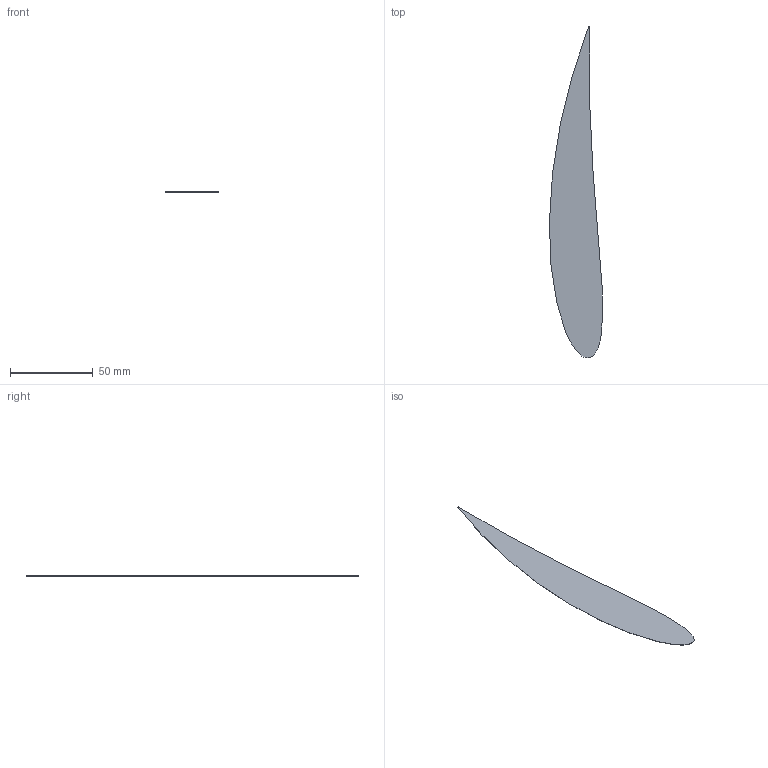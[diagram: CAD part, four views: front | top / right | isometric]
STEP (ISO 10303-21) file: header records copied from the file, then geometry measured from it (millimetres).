
FILE_DESCRIPTION(/* description */ (''),/* implementation_level */ '2;1');
FILE_NAME(/* name */ 'Aerofoil1 v6.step',/* time_stamp */ '2024-05-16T14:07:36+02:00',/* author */ (''),/* organization */ (''),/* preprocessor_version */ 'ST-DEVELOPER v20',/* originating_system */ 'Autodesk Translation Framework v12.20.1.177',/* authorisation */ '');
FILE_SCHEMA (('AUTOMOTIVE_DESIGN { 1 0 10303 214 3 1 1 }'));
Length unit declared in the file: millimetre
Products named in the file (1): Aerofoil1
Bounding box: 32.18 x 200.49 x 0.1 mm (x, y, z)
Volume: 366.1 mm3; surface area: 12432.8 mm2
Topology: 1 solids, 2 shells, 5 faces, 8 edges, 6 vertices
Faces by surface type: plane 3, bspline 2
Entity records: 3966 total; most frequent: CARTESIAN_POINT 3862, ORIENTED_EDGE 14, DIRECTION 10, EDGE_CURVE 8, VERTEX_POINT 6, FACE_OUTER_BOUND 5, EDGE_LOOP 5, ADVANCED_FACE 5
